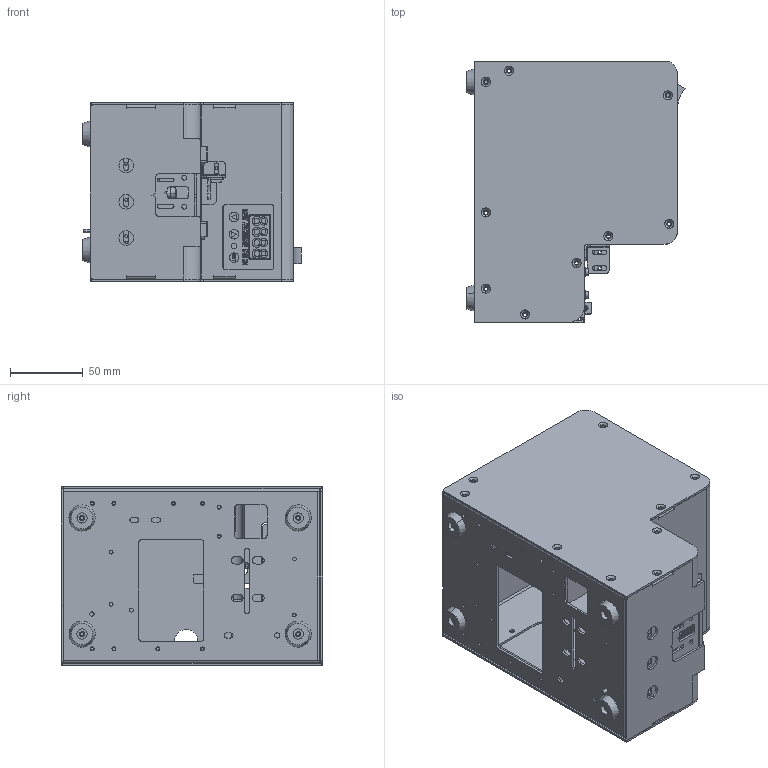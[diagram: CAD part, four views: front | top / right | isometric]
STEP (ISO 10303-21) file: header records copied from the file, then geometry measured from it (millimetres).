
FILE_DESCRIPTION (( 'STEP AP203' ), '1' );
FILE_NAME ('00-LG-6960軞蚾芞(123遵).STEP', '2020-06-16T03:14:47', ( '' ), ( '' ), 'SwSTEP 2.0', 'SolidWorks 2015', '' );
FILE_SCHEMA (( 'CONFIG_CONTROL_DESIGN' ));
Length unit declared in the file: millimetre
Products named in the file (1): 00-LG-6960軞蚾芞(123遵)
Bounding box: 150.3 x 180 x 123 mm (x, y, z)
Surface area: 290157 mm2 (no closed solid volume)
Topology: 0 solids, 78 shells, 1076 faces, 4203 edges, 3116 vertices
Faces by surface type: plane 494, cylinder 455, cone 72, bspline 37, torus 18
Entity records: 50110 total; most frequent: CARTESIAN_POINT 14395, DIRECTION 7576, ORIENTED_EDGE 6358, EDGE_CURVE 4195, VERTEX_POINT 3116, VECTOR 2546, LINE 2546, AXIS2_PLACEMENT_3D 2515
